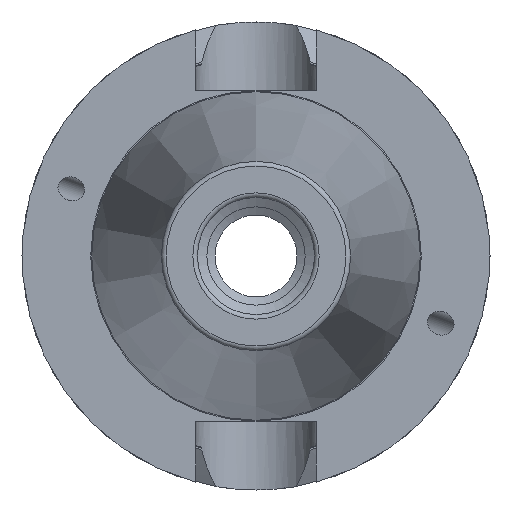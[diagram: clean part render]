
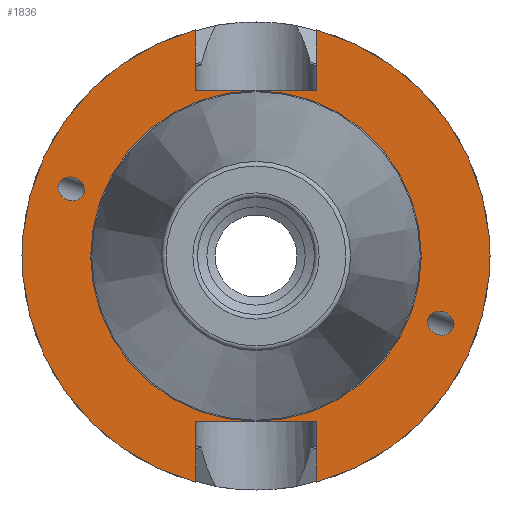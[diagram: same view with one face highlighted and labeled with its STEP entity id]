
A CAD part, left-side view. The second image highlights one B-rep face of the part: STEP entity #1836.
In plain terms, the highlighted planar face has unit normal (-1, 0, 0).
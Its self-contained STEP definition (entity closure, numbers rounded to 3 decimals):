
#19=ELLIPSE('',#2031,2.887,2.5);
#23=ELLIPSE('',#2036,2.887,2.5);
#88=FACE_BOUND('',#314,.T.);
#89=FACE_BOUND('',#315,.T.);
#90=FACE_BOUND('',#316,.T.);
#107=PLANE('',#2061);
#209=FACE_OUTER_BOUND('',#313,.T.);
#313=EDGE_LOOP('',(#1573,#1574,#1575,#1576,#1577,#1578,#1579,#1580));
#314=EDGE_LOOP('',(#1581));
#315=EDGE_LOOP('',(#1582));
#316=EDGE_LOOP('',(#1583,#1584));
#404=LINE('',#3296,#496);
#413=LINE('',#3414,#505);
#415=LINE('',#3417,#507);
#419=LINE('',#3491,#511);
#420=LINE('',#3493,#512);
#421=LINE('',#3495,#513);
#496=VECTOR('',#2509,10.);
#505=VECTOR('',#2524,10.);
#507=VECTOR('',#2528,10.);
#511=VECTOR('',#2564,10.);
#512=VECTOR('',#2565,10.);
#513=VECTOR('',#2566,10.);
#637=CIRCLE('',#2062,50.);
#638=CIRCLE('',#2063,50.);
#639=CIRCLE('',#2064,35.325);
#640=CIRCLE('',#2065,35.325);
#794=VERTEX_POINT('',#3112);
#798=VERTEX_POINT('',#3122);
#813=VERTEX_POINT('',#3293);
#814=VERTEX_POINT('',#3295);
#833=VERTEX_POINT('',#3411);
#834=VERTEX_POINT('',#3413);
#845=VERTEX_POINT('',#3488);
#846=VERTEX_POINT('',#3490);
#847=VERTEX_POINT('',#3492);
#848=VERTEX_POINT('',#3494);
#849=VERTEX_POINT('',#3497);
#850=VERTEX_POINT('',#3498);
#1041=EDGE_CURVE('',#794,#794,#19,.T.);
#1046=EDGE_CURVE('',#798,#798,#23,.T.);
#1064=EDGE_CURVE('',#814,#813,#404,.T.);
#1086=EDGE_CURVE('',#834,#833,#413,.T.);
#1088=EDGE_CURVE('',#813,#834,#415,.T.);
#1105=EDGE_CURVE('',#833,#845,#637,.T.);
#1106=EDGE_CURVE('',#845,#846,#419,.T.);
#1107=EDGE_CURVE('',#846,#847,#420,.T.);
#1108=EDGE_CURVE('',#847,#848,#421,.T.);
#1109=EDGE_CURVE('',#848,#814,#638,.T.);
#1110=EDGE_CURVE('',#849,#850,#639,.T.);
#1111=EDGE_CURVE('',#850,#849,#640,.T.);
#1573=ORIENTED_EDGE('',*,*,#1064,.T.);
#1574=ORIENTED_EDGE('',*,*,#1088,.T.);
#1575=ORIENTED_EDGE('',*,*,#1086,.T.);
#1576=ORIENTED_EDGE('',*,*,#1105,.T.);
#1577=ORIENTED_EDGE('',*,*,#1106,.T.);
#1578=ORIENTED_EDGE('',*,*,#1107,.T.);
#1579=ORIENTED_EDGE('',*,*,#1108,.T.);
#1580=ORIENTED_EDGE('',*,*,#1109,.T.);
#1581=ORIENTED_EDGE('',*,*,#1041,.T.);
#1582=ORIENTED_EDGE('',*,*,#1046,.T.);
#1583=ORIENTED_EDGE('',*,*,#1110,.F.);
#1584=ORIENTED_EDGE('',*,*,#1111,.F.);
#1836=ADVANCED_FACE('',(#209,#88,#89,#90),#107,.T.);
#2031=AXIS2_PLACEMENT_3D('',#3113,#2478,#2479);
#2036=AXIS2_PLACEMENT_3D('',#3123,#2489,#2490);
#2061=AXIS2_PLACEMENT_3D('',#3487,#2560,#2561);
#2062=AXIS2_PLACEMENT_3D('',#3489,#2562,#2563);
#2063=AXIS2_PLACEMENT_3D('',#3496,#2567,#2568);
#2064=AXIS2_PLACEMENT_3D('',#3499,#2569,#2570);
#2065=AXIS2_PLACEMENT_3D('',#3500,#2571,#2572);
#2478=DIRECTION('center_axis',(1.,0.,0.));
#2479=DIRECTION('ref_axis',(0.,-0.94,-0.342));
#2489=DIRECTION('center_axis',(1.,0.,0.));
#2490=DIRECTION('ref_axis',(0.,0.94,0.342));
#2509=DIRECTION('',(0.,0.,1.));
#2524=DIRECTION('',(0.,0.,-1.));
#2528=DIRECTION('',(0.,-1.,0.));
#2560=DIRECTION('center_axis',(-1.,0.,0.));
#2561=DIRECTION('ref_axis',(0.,0.,1.));
#2562=DIRECTION('center_axis',(-1.,0.,0.));
#2563=DIRECTION('ref_axis',(0.,0.,1.));
#2564=DIRECTION('',(0.,0.,-1.));
#2565=DIRECTION('',(0.,1.,0.));
#2566=DIRECTION('',(0.,0.,1.));
#2567=DIRECTION('center_axis',(-1.,0.,0.));
#2568=DIRECTION('ref_axis',(0.,0.,1.));
#2569=DIRECTION('center_axis',(-1.,0.,0.));
#2570=DIRECTION('ref_axis',(0.,1.,0.));
#2571=DIRECTION('center_axis',(-1.,0.,0.));
#2572=DIRECTION('ref_axis',(0.,1.,0.));
#3112=CARTESIAN_POINT('',(3.,-36.754,-13.378));
#3113=CARTESIAN_POINT('Origin',(3.,-39.467,-14.365));
#3122=CARTESIAN_POINT('',(3.,36.754,13.378));
#3123=CARTESIAN_POINT('Origin',(3.,39.467,14.365));
#3293=CARTESIAN_POINT('',(3.,12.85,-35.4));
#3295=CARTESIAN_POINT('',(3.,12.85,-48.321));
#3296=CARTESIAN_POINT('',(3.,12.85,3.641));
#3411=CARTESIAN_POINT('',(3.,-12.85,-48.321));
#3413=CARTESIAN_POINT('',(3.,-12.85,-35.4));
#3414=CARTESIAN_POINT('',(3.,-12.85,3.641));
#3417=CARTESIAN_POINT('',(3.,0.,-35.4));
#3487=CARTESIAN_POINT('Origin',(3.,0.,42.681));
#3488=CARTESIAN_POINT('',(3.,-12.85,48.321));
#3489=CARTESIAN_POINT('Origin',(3.,0.,0.));
#3490=CARTESIAN_POINT('',(3.,-12.85,35.4));
#3491=CARTESIAN_POINT('',(3.,-12.85,39.041));
#3492=CARTESIAN_POINT('',(3.,12.85,35.4));
#3493=CARTESIAN_POINT('',(3.,0.,35.4));
#3494=CARTESIAN_POINT('',(3.,12.85,48.321));
#3495=CARTESIAN_POINT('',(3.,12.85,39.041));
#3496=CARTESIAN_POINT('Origin',(3.,0.,0.));
#3497=CARTESIAN_POINT('',(3.,35.325,0.));
#3498=CARTESIAN_POINT('',(3.,0.,-35.325));
#3499=CARTESIAN_POINT('Origin',(3.,0.,0.));
#3500=CARTESIAN_POINT('Origin',(3.,0.,0.));
